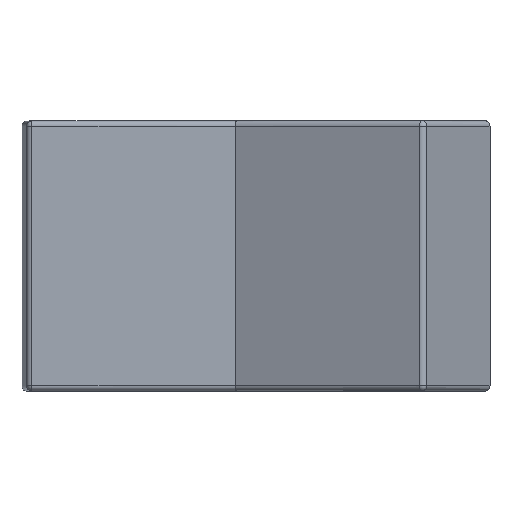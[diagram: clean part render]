
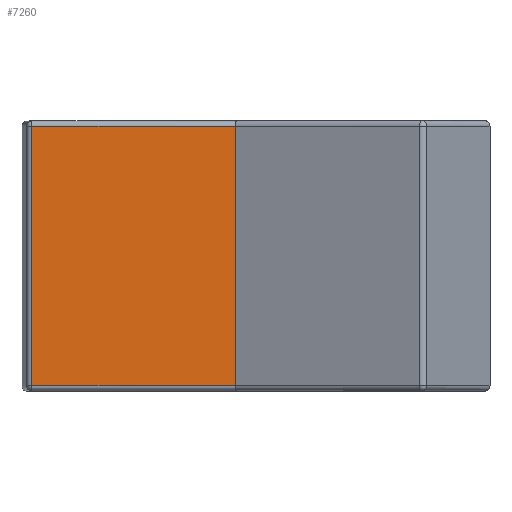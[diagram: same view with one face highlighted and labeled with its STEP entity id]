
A CAD part, top view. The second image highlights one B-rep face of the part: STEP entity #7260.
In plain terms, the highlighted planar face has unit normal (0, 0, 1).
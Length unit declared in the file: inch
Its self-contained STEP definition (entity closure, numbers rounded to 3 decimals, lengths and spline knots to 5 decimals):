
#649=FACE_OUTER_BOUND('',#1091,.T.);
#1091=EDGE_LOOP('',(#6546,#6547,#6548,#6549));
#2029=LINE('',#12071,#2771);
#2042=LINE('',#12122,#2784);
#2044=LINE('',#12125,#2786);
#2049=LINE('',#12139,#2791);
#2771=VECTOR('',#9962,0.3937);
#2784=VECTOR('',#10019,0.3937);
#2786=VECTOR('',#10023,0.3937);
#2791=VECTOR('',#10038,0.3937);
#3417=VERTEX_POINT('',#12063);
#3420=VERTEX_POINT('',#12070);
#3423=VERTEX_POINT('',#12077);
#3433=VERTEX_POINT('',#12106);
#4410=EDGE_CURVE('',#3420,#3417,#2029,.T.);
#4436=EDGE_CURVE('',#3423,#3433,#2042,.T.);
#4438=EDGE_CURVE('',#3417,#3423,#2044,.T.);
#4445=EDGE_CURVE('',#3420,#3433,#2049,.T.);
#6546=ORIENTED_EDGE('',*,*,#4410,.F.);
#6547=ORIENTED_EDGE('',*,*,#4445,.T.);
#6548=ORIENTED_EDGE('',*,*,#4436,.F.);
#6549=ORIENTED_EDGE('',*,*,#4438,.F.);
#6839=PLANE('',#7996);
#7260=ADVANCED_FACE('',(#649),#6839,.T.);
#7996=AXIS2_PLACEMENT_3D('',#12248,#10144,#10145);
#9962=DIRECTION('',(-1.,0.,0.));
#10019=DIRECTION('',(1.,0.,0.));
#10023=DIRECTION('',(0.,1.,0.));
#10038=DIRECTION('',(0.,1.,0.));
#10144=DIRECTION('center_axis',(0.,0.,1.));
#10145=DIRECTION('ref_axis',(0.,1.,0.));
#12063=CARTESIAN_POINT('',(-0.50228,-0.28563,0.77738));
#12070=CARTESIAN_POINT('',(-0.0546,-0.28563,0.77738));
#12071=CARTESIAN_POINT('',(-0.04307,-0.28563,0.77738));
#12077=CARTESIAN_POINT('',(-0.50228,0.28563,0.77738));
#12106=CARTESIAN_POINT('',(-0.0546,0.28563,0.77738));
#12122=CARTESIAN_POINT('',(-0.04307,0.28563,0.77738));
#12125=CARTESIAN_POINT('',(-0.50228,0.,0.77738));
#12139=CARTESIAN_POINT('',(-0.0546,0.,0.77738));
#12248=CARTESIAN_POINT('Origin',(-0.0546,0.,
0.77738));
